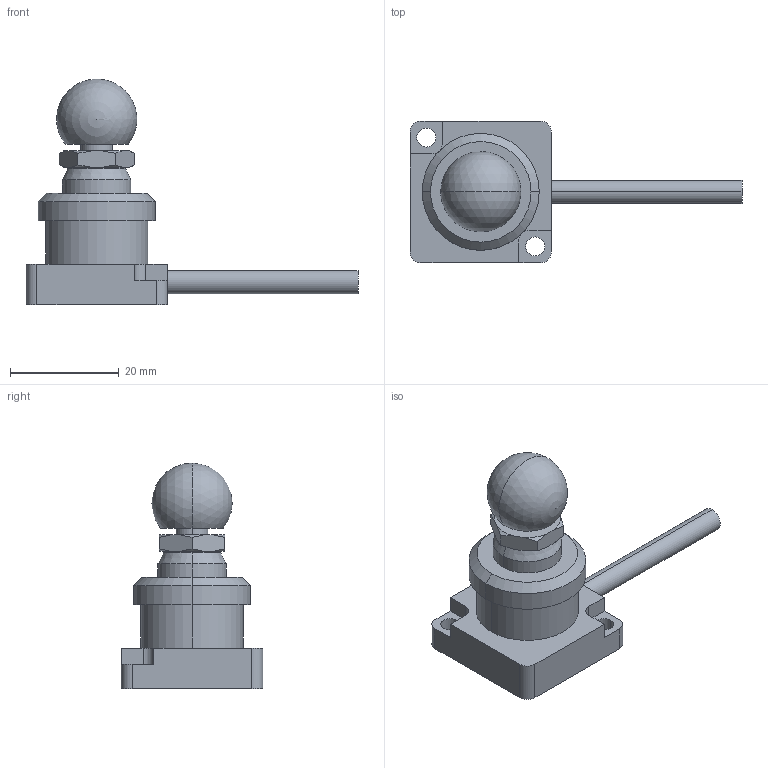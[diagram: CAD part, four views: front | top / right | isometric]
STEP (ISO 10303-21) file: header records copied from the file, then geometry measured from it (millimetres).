
FILE_DESCRIPTION (( 'STEP AP214' ), '1' );
FILE_NAME ('MR-T4X.STEP', '2015-09-23T06:40:06', ( '' ), ( '' ), 'SwSTEP 2.0', 'SolidWorks 2013', '' );
FILE_SCHEMA (( 'AUTOMOTIVE_DESIGN' ));
Length unit declared in the file: millimetre
Products named in the file (1): MR-T4X
Bounding box: 61.01 x 26 x 41.51 mm (x, y, z)
Volume: 11676.9 mm3; surface area: 4770.1 mm2
Topology: 2 solids, 2 shells, 145 faces, 397 edges, 262 vertices
Faces by surface type: plane 87, cylinder 38, cone 18, sphere 2
Entity records: 4712 total; most frequent: CARTESIAN_POINT 901, ORIENTED_EDGE 784, DIRECTION 756, EDGE_CURVE 392, VECTOR 272, LINE 272, VERTEX_POINT 259, AXIS2_PLACEMENT_3D 242
